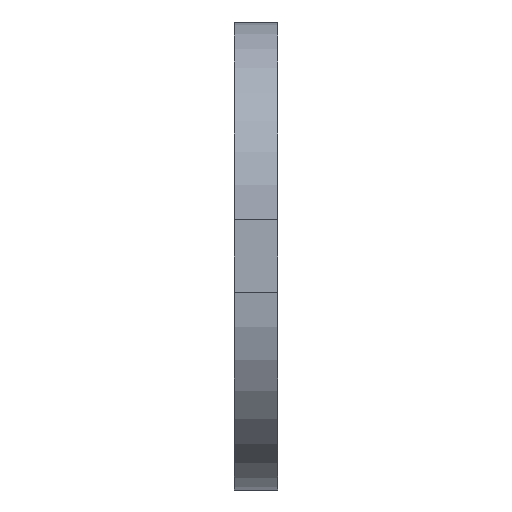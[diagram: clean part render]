
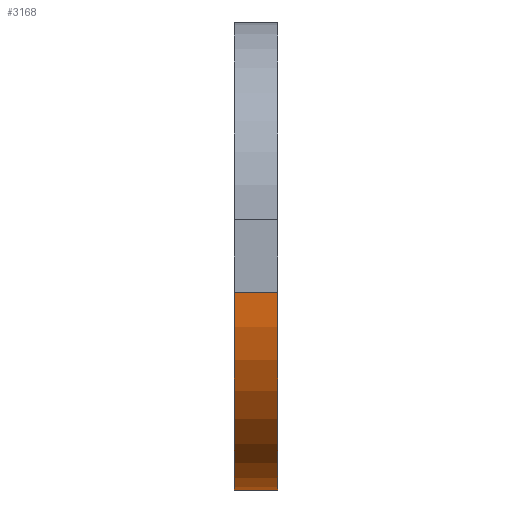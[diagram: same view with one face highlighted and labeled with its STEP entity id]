
A CAD part, left-side view. The second image highlights one B-rep face of the part: STEP entity #3168.
In plain terms, the highlighted cylindrical face has radius 6.763 mm (diameter 13.525 mm), a partial arc.
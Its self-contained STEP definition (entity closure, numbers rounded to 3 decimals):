
#151=FACE_OUTER_BOUND('',#313,.T.);
#313=EDGE_LOOP('',(#2130,#2131,#2132,#2133));
#529=LINE('',#4656,#847);
#530=LINE('',#4659,#848);
#847=VECTOR('',#3689,10.);
#848=VECTOR('',#3692,10.);
#1166=CIRCLE('',#3356,6.763);
#1167=CIRCLE('',#3357,6.763);
#1328=VERTEX_POINT('',#4652);
#1329=VERTEX_POINT('',#4653);
#1330=VERTEX_POINT('',#4655);
#1331=VERTEX_POINT('',#4657);
#1649=EDGE_CURVE('',#1328,#1329,#1166,.T.);
#1650=EDGE_CURVE('',#1329,#1330,#529,.T.);
#1651=EDGE_CURVE('',#1330,#1331,#1167,.T.);
#1652=EDGE_CURVE('',#1331,#1328,#530,.T.);
#2130=ORIENTED_EDGE('',*,*,#1649,.T.);
#2131=ORIENTED_EDGE('',*,*,#1650,.T.);
#2132=ORIENTED_EDGE('',*,*,#1651,.T.);
#2133=ORIENTED_EDGE('',*,*,#1652,.T.);
#3087=CYLINDRICAL_SURFACE('',#3355,6.763);
#3168=ADVANCED_FACE('',(#151),#3087,.T.);
#3355=AXIS2_PLACEMENT_3D('',#4651,#3685,#3686);
#3356=AXIS2_PLACEMENT_3D('',#4654,#3687,#3688);
#3357=AXIS2_PLACEMENT_3D('',#4658,#3690,#3691);
#3685=DIRECTION('center_axis',(0.,1.,0.));
#3686=DIRECTION('ref_axis',(-0.707,0.,-0.707));
#3687=DIRECTION('center_axis',(0.,-1.,0.));
#3688=DIRECTION('ref_axis',(-0.707,0.,-0.707));
#3689=DIRECTION('',(0.,-1.,0.));
#3690=DIRECTION('center_axis',(0.,1.,0.));
#3691=DIRECTION('ref_axis',(-0.707,0.,-0.707));
#3692=DIRECTION('',(0.,1.,0.));
#4651=CARTESIAN_POINT('Origin',(-144.238,2.35,-1.238));
#4652=CARTESIAN_POINT('',(-151.,1.5,-1.238));
#4653=CARTESIAN_POINT('',(-144.238,1.5,-8.));
#4654=CARTESIAN_POINT('Origin',(-144.238,1.5,-1.238));
#4655=CARTESIAN_POINT('',(-144.238,0.,-8.));
#4656=CARTESIAN_POINT('',(-144.238,2.35,-8.));
#4657=CARTESIAN_POINT('',(-151.,0.,-1.238));
#4658=CARTESIAN_POINT('Origin',(-144.238,0.,-1.238));
#4659=CARTESIAN_POINT('',(-151.,2.35,-1.238));
